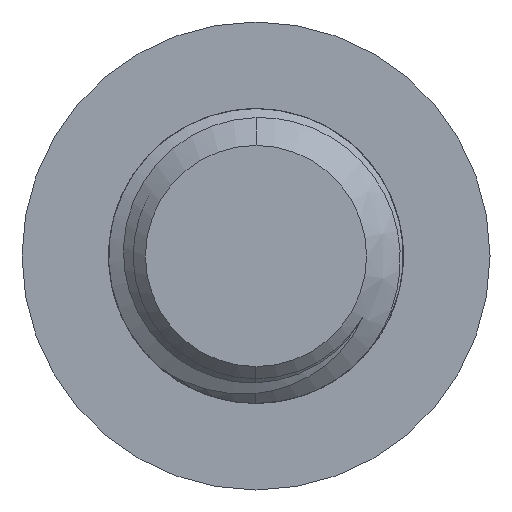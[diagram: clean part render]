
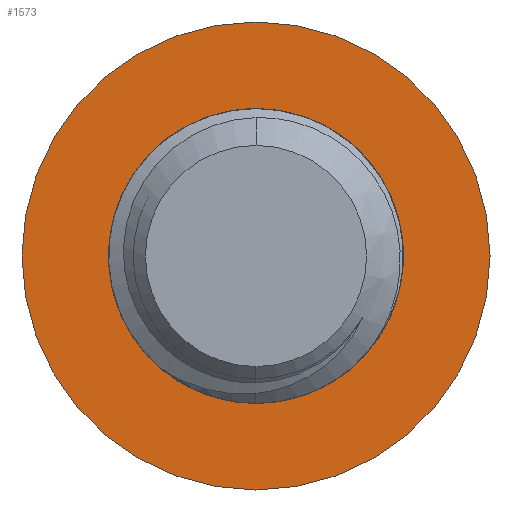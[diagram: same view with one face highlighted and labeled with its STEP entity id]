
A CAD part, left-side view. The second image highlights one B-rep face of the part: STEP entity #1573.
In plain terms, the highlighted planar face has unit normal (-1, 0, 0).
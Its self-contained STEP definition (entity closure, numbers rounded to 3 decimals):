
#14 = FACE_OUTER_BOUND ( 'NONE', #1424, .T. ) ;
#181 = EDGE_CURVE ( 'NONE', #2925, #2619, #2872, .T. ) ;
#243 = CIRCLE ( 'NONE', #2015, 9.525 ) ;
#328 = CARTESIAN_POINT ( 'NONE',  ( 179., 0., 0. ) ) ;
#350 = DIRECTION ( 'NONE',  ( 1., 0., 0. ) ) ;
#659 = CARTESIAN_POINT ( 'NONE',  ( 179., 0., 0. ) ) ;
#769 = CARTESIAN_POINT ( 'NONE',  ( 179., 0., 0. ) ) ;
#860 = DIRECTION ( 'NONE',  ( 1., 0., 0. ) ) ;
#867 = CARTESIAN_POINT ( 'NONE',  ( 179., 0., -9.525 ) ) ;
#902 = DIRECTION ( 'NONE',  ( 0., 0., -1. ) ) ;
#1096 = VERTEX_POINT ( 'NONE', #3036 ) ;
#1130 = AXIS2_PLACEMENT_3D ( 'NONE', #3081, #1877, #902 ) ;
#1147 = EDGE_CURVE ( 'NONE', #1096, #1175, #1791, .T. ) ;
#1175 = VERTEX_POINT ( 'NONE', #867 ) ;
#1200 = DIRECTION ( 'NONE',  ( 1., 0., 0. ) ) ;
#1350 = CARTESIAN_POINT ( 'NONE',  ( 179., 0., 6. ) ) ;
#1424 = EDGE_LOOP ( 'NONE', ( #2931, #3105 ) ) ;
#1496 = AXIS2_PLACEMENT_3D ( 'NONE', #328, #860, #3028 ) ;
#1544 = AXIS2_PLACEMENT_3D ( 'NONE', #769, #1200, #2439 ) ;
#1573 = ADVANCED_FACE ( 'NONE', ( #2718, #14 ), #2701, .F. ) ;
#1791 = CIRCLE ( 'NONE', #2615, 9.525 ) ;
#1877 = DIRECTION ( 'NONE',  ( 1., 0., 0. ) ) ;
#1931 = EDGE_LOOP ( 'NONE', ( #3136, #2967 ) ) ;
#2015 = AXIS2_PLACEMENT_3D ( 'NONE', #2532, #350, #2281 ) ;
#2078 = DIRECTION ( 'NONE',  ( 0., 0., -1. ) ) ;
#2100 = EDGE_CURVE ( 'NONE', #2619, #2925, #2506, .T. ) ;
#2281 = DIRECTION ( 'NONE',  ( 0., 0., -1. ) ) ;
#2389 = CARTESIAN_POINT ( 'NONE',  ( 179., 0., -6. ) ) ;
#2439 = DIRECTION ( 'NONE',  ( 0., 0., -1. ) ) ;
#2506 = CIRCLE ( 'NONE', #1130, 6. ) ;
#2532 = CARTESIAN_POINT ( 'NONE',  ( 179., 0., 0. ) ) ;
#2615 = AXIS2_PLACEMENT_3D ( 'NONE', #659, #2796, #2078 ) ;
#2619 = VERTEX_POINT ( 'NONE', #2389 ) ;
#2701 = PLANE ( 'NONE',  #1544 ) ;
#2718 = FACE_BOUND ( 'NONE', #1931, .T. ) ;
#2796 = DIRECTION ( 'NONE',  ( 1., 0., 0. ) ) ;
#2872 = CIRCLE ( 'NONE', #1496, 6. ) ;
#2925 = VERTEX_POINT ( 'NONE', #1350 ) ;
#2931 = ORIENTED_EDGE ( 'NONE', *, *, #1147, .F. ) ;
#2967 = ORIENTED_EDGE ( 'NONE', *, *, #2100, .T. ) ;
#3028 = DIRECTION ( 'NONE',  ( 0., 0., -1. ) ) ;
#3036 = CARTESIAN_POINT ( 'NONE',  ( 179., 0., 9.525 ) ) ;
#3050 = EDGE_CURVE ( 'NONE', #1175, #1096, #243, .T. ) ;
#3081 = CARTESIAN_POINT ( 'NONE',  ( 179., 0., 0. ) ) ;
#3105 = ORIENTED_EDGE ( 'NONE', *, *, #3050, .F. ) ;
#3136 = ORIENTED_EDGE ( 'NONE', *, *, #181, .T. ) ;
